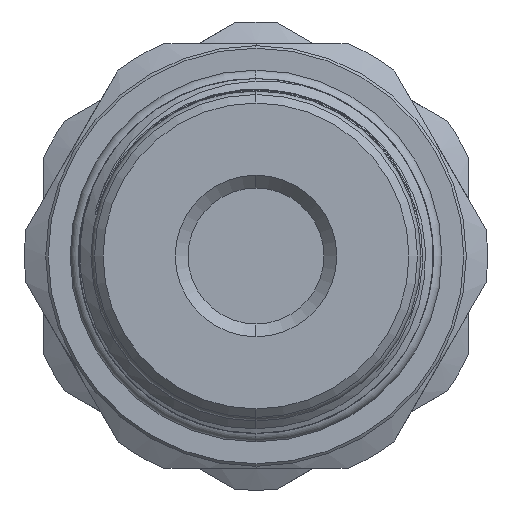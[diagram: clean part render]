
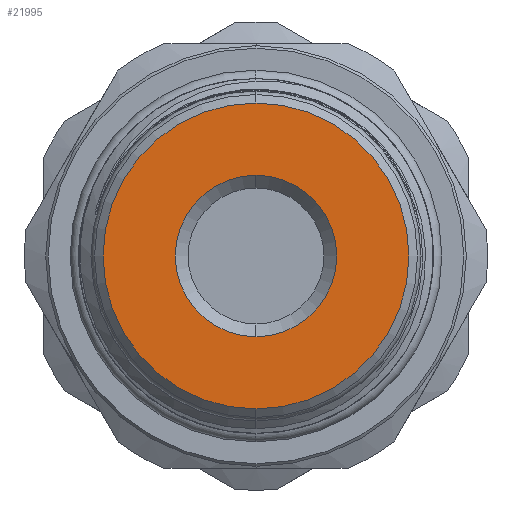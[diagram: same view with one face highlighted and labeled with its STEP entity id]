
A CAD part, left-side view. The second image highlights one B-rep face of the part: STEP entity #21995.
In plain terms, the highlighted planar face has unit normal (-1, 0, 0).
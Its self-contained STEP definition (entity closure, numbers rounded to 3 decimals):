
#35 = AXIS2_PLACEMENT_3D ( 'NONE', #7987, #12713, #22233 ) ;
#107 = ORIENTED_EDGE ( 'NONE', *, *, #26644, .F. ) ;
#155 = CIRCLE ( 'NONE', #14484, 18. ) ;
#1283 = DIRECTION ( 'NONE',  ( -1., 0., 0. ) ) ;
#2264 = EDGE_LOOP ( 'NONE', ( #107, #19226 ) ) ;
#3070 = CARTESIAN_POINT ( 'NONE',  ( 0., 0., 0. ) ) ;
#3205 = EDGE_CURVE ( 'NONE', #4396, #29108, #7392, .T. ) ;
#3223 = DIRECTION ( 'NONE',  ( 1., 0., 0. ) ) ;
#4396 = VERTEX_POINT ( 'NONE', #19907 ) ;
#5433 = DIRECTION ( 'NONE',  ( -1., 0., 0. ) ) ;
#6288 = DIRECTION ( 'NONE',  ( 0., 0., 1. ) ) ;
#6909 = AXIS2_PLACEMENT_3D ( 'NONE', #12357, #3223, #14903 ) ;
#7392 = CIRCLE ( 'NONE', #16293, 9.5 ) ;
#7987 = CARTESIAN_POINT ( 'NONE',  ( 0., 0., 0. ) ) ;
#11053 = CIRCLE ( 'NONE', #13073, 9.5 ) ;
#11397 = CIRCLE ( 'NONE', #35, 18. ) ;
#12357 = CARTESIAN_POINT ( 'NONE',  ( 0., 0., 0. ) ) ;
#12506 = DIRECTION ( 'NONE',  ( 0., 0., 1. ) ) ;
#12713 = DIRECTION ( 'NONE',  ( -1., 0., 0. ) ) ;
#12872 = CARTESIAN_POINT ( 'NONE',  ( 0., 0., -18. ) ) ;
#12949 = ORIENTED_EDGE ( 'NONE', *, *, #23872, .T. ) ;
#13073 = AXIS2_PLACEMENT_3D ( 'NONE', #27372, #29988, #6288 ) ;
#13352 = VERTEX_POINT ( 'NONE', #12872 ) ;
#13369 = FACE_BOUND ( 'NONE', #2264, .T. ) ;
#14484 = AXIS2_PLACEMENT_3D ( 'NONE', #15335, #1283, #17699 ) ;
#14903 = DIRECTION ( 'NONE',  ( 0., 0., -1. ) ) ;
#15335 = CARTESIAN_POINT ( 'NONE',  ( 0., 0., 0. ) ) ;
#16293 = AXIS2_PLACEMENT_3D ( 'NONE', #3070, #5433, #12506 ) ;
#16391 = EDGE_LOOP ( 'NONE', ( #12949, #28659 ) ) ;
#16697 = CARTESIAN_POINT ( 'NONE',  ( 0., 0., 9.5 ) ) ;
#17400 = EDGE_CURVE ( 'NONE', #24917, #13352, #11397, .T. ) ;
#17699 = DIRECTION ( 'NONE',  ( 0., 0., 1. ) ) ;
#19226 = ORIENTED_EDGE ( 'NONE', *, *, #3205, .F. ) ;
#19907 = CARTESIAN_POINT ( 'NONE',  ( 0., 0., -9.5 ) ) ;
#21741 = PLANE ( 'NONE',  #6909 ) ;
#21995 = ADVANCED_FACE ( 'NONE', ( #22977, #13369 ), #21741, .F. ) ;
#22233 = DIRECTION ( 'NONE',  ( 0., 0., 1. ) ) ;
#22977 = FACE_OUTER_BOUND ( 'NONE', #16391, .T. ) ;
#23872 = EDGE_CURVE ( 'NONE', #13352, #24917, #155, .T. ) ;
#24917 = VERTEX_POINT ( 'NONE', #26733 ) ;
#26644 = EDGE_CURVE ( 'NONE', #29108, #4396, #11053, .T. ) ;
#26733 = CARTESIAN_POINT ( 'NONE',  ( 0., 0., 18. ) ) ;
#27372 = CARTESIAN_POINT ( 'NONE',  ( 0., 0., 0. ) ) ;
#28659 = ORIENTED_EDGE ( 'NONE', *, *, #17400, .T. ) ;
#29108 = VERTEX_POINT ( 'NONE', #16697 ) ;
#29988 = DIRECTION ( 'NONE',  ( -1., 0., 0. ) ) ;
